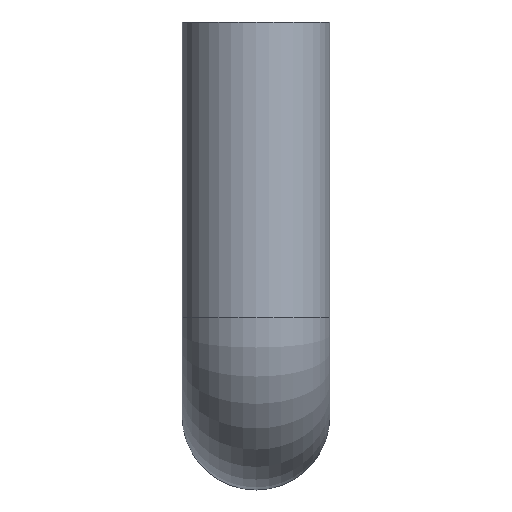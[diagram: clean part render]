
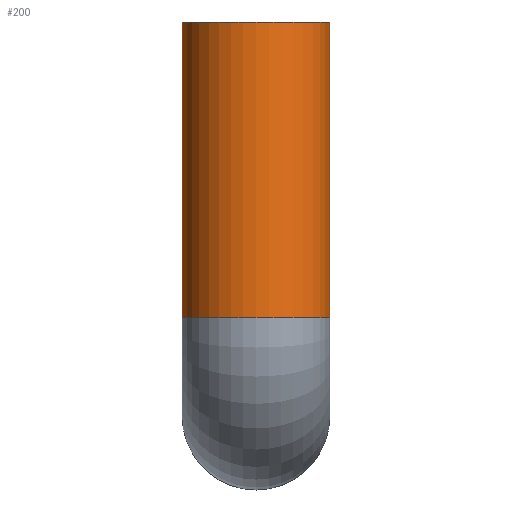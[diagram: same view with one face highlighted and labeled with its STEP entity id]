
A CAD part, left-side view. The second image highlights one B-rep face of the part: STEP entity #200.
In plain terms, the highlighted cylindrical face has radius 1.5 mm (diameter 3 mm), a full revolution.
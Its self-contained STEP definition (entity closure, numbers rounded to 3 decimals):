
#32=FACE_OUTER_BOUND('',#44,.T.);
#44=EDGE_LOOP('',(#173,#174,#175,#176,#177,#178));
#54=LINE('',#386,#60);
#60=VECTOR('',#324,1.5);
#79=CIRCLE('',#250,1.5);
#80=CIRCLE('',#251,1.5);
#81=CIRCLE('',#253,1.5);
#82=CIRCLE('',#254,1.5);
#97=VERTEX_POINT('',#379);
#98=VERTEX_POINT('',#381);
#99=VERTEX_POINT('',#385);
#100=VERTEX_POINT('',#387);
#124=EDGE_CURVE('',#97,#98,#79,.T.);
#125=EDGE_CURVE('',#98,#97,#80,.T.);
#126=EDGE_CURVE('',#98,#99,#54,.T.);
#127=EDGE_CURVE('',#100,#99,#81,.T.);
#128=EDGE_CURVE('',#99,#100,#82,.T.);
#173=ORIENTED_EDGE('',*,*,#124,.F.);
#174=ORIENTED_EDGE('',*,*,#125,.F.);
#175=ORIENTED_EDGE('',*,*,#126,.T.);
#176=ORIENTED_EDGE('',*,*,#127,.F.);
#177=ORIENTED_EDGE('',*,*,#128,.F.);
#178=ORIENTED_EDGE('',*,*,#126,.F.);
#190=CYLINDRICAL_SURFACE('',#252,1.5);
#200=ADVANCED_FACE('',(#32),#190,.T.);
#250=AXIS2_PLACEMENT_3D('',#382,#318,#319);
#251=AXIS2_PLACEMENT_3D('',#383,#320,#321);
#252=AXIS2_PLACEMENT_3D('',#384,#322,#323);
#253=AXIS2_PLACEMENT_3D('',#388,#325,#326);
#254=AXIS2_PLACEMENT_3D('',#389,#327,#328);
#318=DIRECTION('center_axis',(0.,0.,-1.));
#319=DIRECTION('ref_axis',(1.,0.,0.));
#320=DIRECTION('center_axis',(0.,0.,-1.));
#321=DIRECTION('ref_axis',(1.,0.,0.));
#322=DIRECTION('center_axis',(0.,0.,-1.));
#323=DIRECTION('ref_axis',(1.,0.,0.));
#324=DIRECTION('',(0.,0.,1.));
#325=DIRECTION('center_axis',(0.,0.,1.));
#326=DIRECTION('ref_axis',(1.,0.,0.));
#327=DIRECTION('center_axis',(0.,0.,1.));
#328=DIRECTION('ref_axis',(1.,0.,0.));
#379=CARTESIAN_POINT('',(1.5,0.,-6.));
#381=CARTESIAN_POINT('',(-1.5,0.,-6.));
#382=CARTESIAN_POINT('Origin',(0.,0.,-6.));
#383=CARTESIAN_POINT('Origin',(0.,0.,-6.));
#384=CARTESIAN_POINT('Origin',(0.,0.,0.));
#385=CARTESIAN_POINT('',(-1.5,0.,0.));
#386=CARTESIAN_POINT('',(-1.5,0.,0.));
#387=CARTESIAN_POINT('',(1.5,0.,0.));
#388=CARTESIAN_POINT('Origin',(0.,0.,0.));
#389=CARTESIAN_POINT('Origin',(0.,0.,0.));
